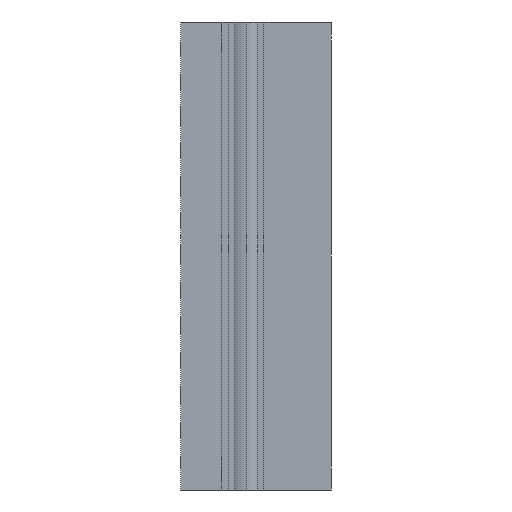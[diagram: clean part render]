
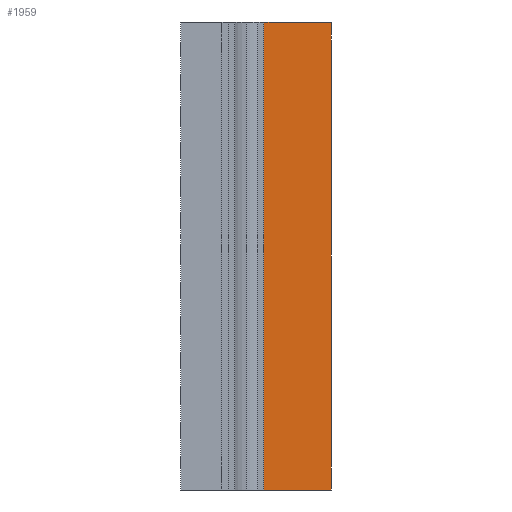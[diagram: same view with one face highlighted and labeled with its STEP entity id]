
A CAD part, left-side view. The second image highlights one B-rep face of the part: STEP entity #1959.
In plain terms, the highlighted planar face has unit normal (-1, 0, 0).
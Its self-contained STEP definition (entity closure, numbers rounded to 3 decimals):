
#9 = DIRECTION ( 'NONE',  ( 0., -1., 0. ) ) ;
#175 = CARTESIAN_POINT ( 'NONE',  ( -68.4, 13.55, 94. ) ) ;
#504 = VECTOR ( 'NONE', #7818, 1000. ) ;
#538 = CARTESIAN_POINT ( 'NONE',  ( -68.4, 0., 94. ) ) ;
#1058 = VERTEX_POINT ( 'NONE', #1745 ) ;
#1676 = DIRECTION ( 'NONE',  ( 0., -1., 0. ) ) ;
#1728 = VECTOR ( 'NONE', #9, 1000. ) ;
#1745 = CARTESIAN_POINT ( 'NONE',  ( -68.4, 0., 94. ) ) ;
#1758 = EDGE_LOOP ( 'NONE', ( #4966, #3579, #7811, #2319 ) ) ;
#1959 = ADVANCED_FACE ( 'PLANAR_15', ( #7561 ), #3742, .F. ) ;
#2106 = EDGE_CURVE ( 'NONE', #1058, #2311, #5585, .T. ) ;
#2311 = VERTEX_POINT ( 'NONE', #5846 ) ;
#2319 = ORIENTED_EDGE ( 'NONE', *, *, #3356, .T. ) ;
#2338 = CARTESIAN_POINT ( 'NONE',  ( -68.4, 13.55, 94. ) ) ;
#2390 = DIRECTION ( 'NONE',  ( 0., 0., -1. ) ) ;
#3356 = EDGE_CURVE ( 'NONE', #5621, #7760, #5936, .T. ) ;
#3579 = ORIENTED_EDGE ( 'NONE', *, *, #2106, .F. ) ;
#3742 = PLANE ( 'NONE',  #3840 ) ;
#3840 = AXIS2_PLACEMENT_3D ( 'NONE', #175, #4339, #6803 ) ;
#4339 = DIRECTION ( 'NONE',  ( 1., 0., 0. ) ) ;
#4389 = EDGE_CURVE ( 'NONE', #5621, #1058, #6763, .T. ) ;
#4737 = CARTESIAN_POINT ( 'NONE',  ( -68.4, 13.55, 0. ) ) ;
#4873 = CARTESIAN_POINT ( 'NONE',  ( -68.4, 13.55, 94. ) ) ;
#4881 = CARTESIAN_POINT ( 'NONE',  ( -68.4, 13.55, 0. ) ) ;
#4885 = VECTOR ( 'NONE', #2390, 1000. ) ;
#4966 = ORIENTED_EDGE ( 'NONE', *, *, #7026, .T. ) ;
#4998 = LINE ( 'NONE', #4737, #7077 ) ;
#5585 = LINE ( 'NONE', #538, #504 ) ;
#5621 = VERTEX_POINT ( 'NONE', #2338 ) ;
#5846 = CARTESIAN_POINT ( 'NONE',  ( -68.4, 0., 0. ) ) ;
#5936 = LINE ( 'NONE', #7681, #4885 ) ;
#6763 = LINE ( 'NONE', #4873, #1728 ) ;
#6803 = DIRECTION ( 'NONE',  ( 0., 0., -1. ) ) ;
#7026 = EDGE_CURVE ( 'NONE', #7760, #2311, #4998, .T. ) ;
#7077 = VECTOR ( 'NONE', #1676, 1000. ) ;
#7561 = FACE_OUTER_BOUND ( 'NONE', #1758, .T. ) ;
#7681 = CARTESIAN_POINT ( 'NONE',  ( -68.4, 13.55, 94. ) ) ;
#7760 = VERTEX_POINT ( 'NONE', #4881 ) ;
#7811 = ORIENTED_EDGE ( 'NONE', *, *, #4389, .F. ) ;
#7818 = DIRECTION ( 'NONE',  ( 0., 0., -1. ) ) ;
